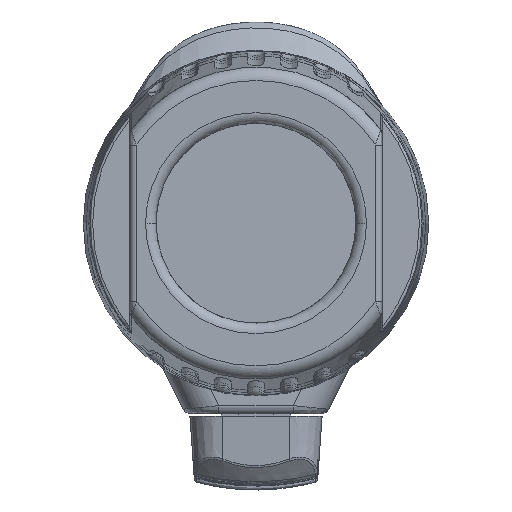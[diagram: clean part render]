
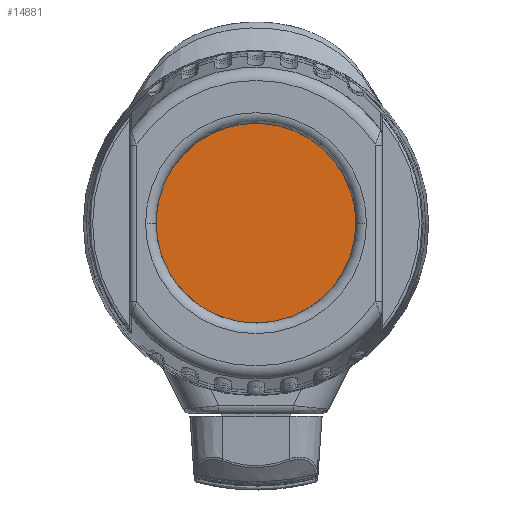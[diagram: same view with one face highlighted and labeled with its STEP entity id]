
A CAD part, front view. The second image highlights one B-rep face of the part: STEP entity #14881.
In plain terms, the highlighted planar face has unit normal (0, -1, 0).
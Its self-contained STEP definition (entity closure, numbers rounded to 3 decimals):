
#1359=CARTESIAN_POINT('',(0.,-10.404,0.));
#1360=DIRECTION('',(0.,1.,0.));
#1361=DIRECTION('',(0.789,0.,0.614));
#1362=AXIS2_PLACEMENT_3D('',#1359,#1360,#1361);
#1364=CARTESIAN_POINT('',(0.,-10.404,0.));
#1365=DIRECTION('',(0.,1.,0.));
#1366=DIRECTION('',(-0.973,0.,0.229));
#1367=AXIS2_PLACEMENT_3D('',#1364,#1365,#1366);
#12821=CARTESIAN_POINT('',(5.939,-10.404,
4.621));
#12822=VERTEX_POINT('',#12821);
#12823=CARTESIAN_POINT('',(-7.325,-10.404,
1.721));
#12824=VERTEX_POINT('',#12823);
#14871=CARTESIAN_POINT('',(0.,-10.404,0.));
#14872=DIRECTION('',(0.,1.,0.));
#14873=DIRECTION('',(0.,0.,1.));
#14874=AXIS2_PLACEMENT_3D('',#14871,#14872,#14873);
#14875=PLANE('',#14874);
#14876=ORIENTED_EDGE('',*,*,#14859,.T.);
#14878=ORIENTED_EDGE('',*,*,#14877,.T.);
#14879=EDGE_LOOP('',(#14876,#14878));
#14880=FACE_OUTER_BOUND('',#14879,.F.);
#14881=ADVANCED_FACE('',(#14880),#14875,.F.);
#1363=CIRCLE('',#1362,7.525);
#1368=CIRCLE('',#1367,7.525);
#14859=EDGE_CURVE('',#12822,#12824,#1363,.T.);
#14877=EDGE_CURVE('',#12824,#12822,#1368,.T.);
